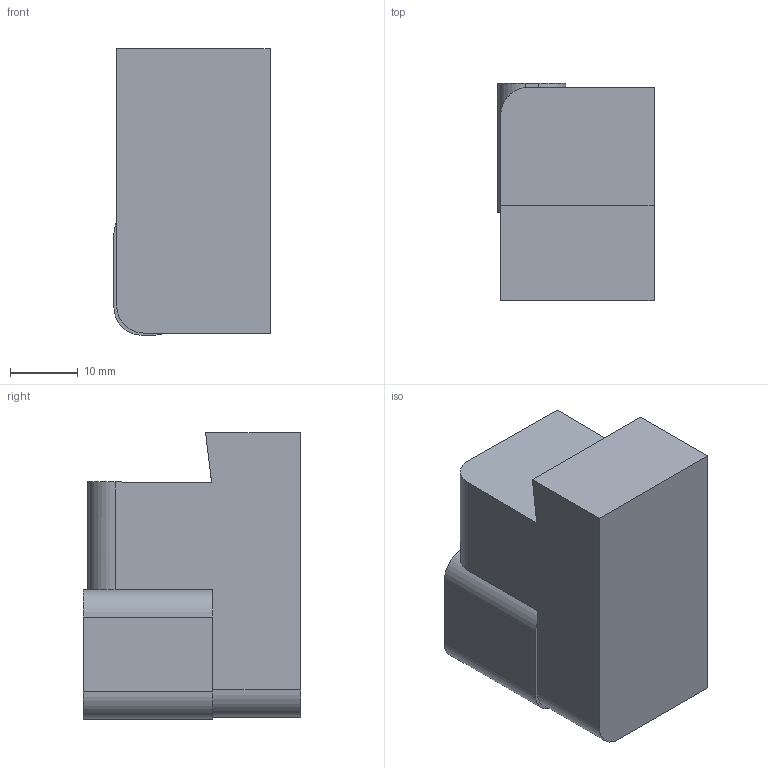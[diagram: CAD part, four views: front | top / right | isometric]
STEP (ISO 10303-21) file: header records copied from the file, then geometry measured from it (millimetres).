
FILE_DESCRIPTION(/* description */ (''),/* implementation_level */ '2;1');
FILE_NAME(/* name */ 'CT-PLANR3223-19.stp',/* time_stamp */ '2018-03-29T15:39:29+05:00',/* author */ (''),/* organization */ (''),/* preprocessor_version */ 'ST-DEVELOPER v16',/* originating_system */ 'SIEMENS PLM Software NX 11.0',/* authorisation */ '');
FILE_SCHEMA (('AUTOMOTIVE_DESIGN { 1 0 10303 214 3 1 1 1 }'));
Length unit declared in the file: millimetre
Products named in the file (1): vino0BA5zimh
Bounding box: 23 x 32 x 42.2 mm (x, y, z)
Volume: 26674.1 mm3; surface area: 6967.1 mm2
Topology: 2 solids, 2 shells, 23 faces, 57 edges, 38 vertices
Faces by surface type: plane 17, cylinder 6
Entity records: 750 total; most frequent: DIRECTION 123, CARTESIAN_POINT 122, ORIENTED_EDGE 114, EDGE_CURVE 57, LINE 45, VECTOR 45, AXIS2_PLACEMENT_3D 39, VERTEX_POINT 38
